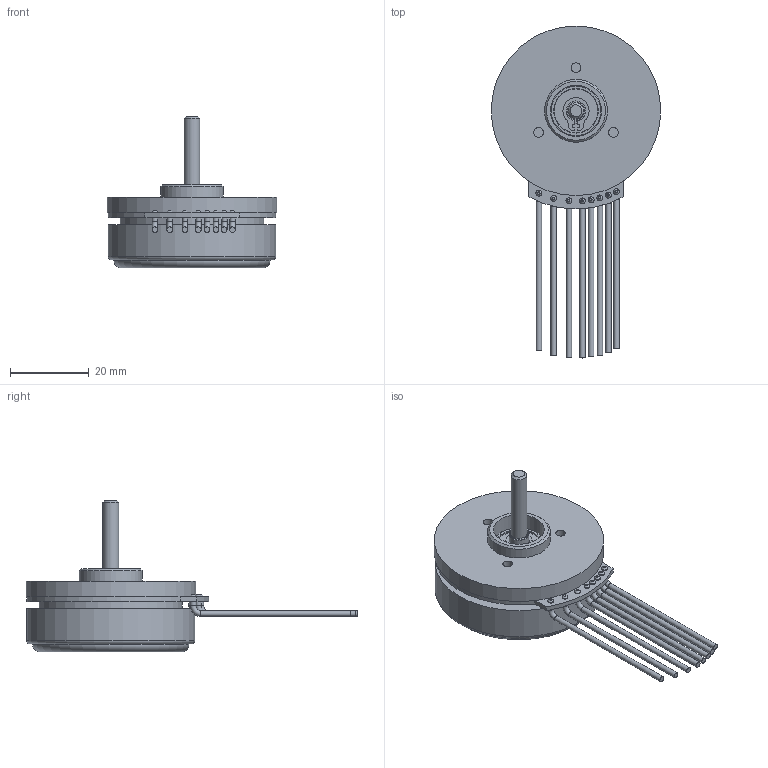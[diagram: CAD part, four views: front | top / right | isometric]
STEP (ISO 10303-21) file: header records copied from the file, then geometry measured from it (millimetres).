
FILE_DESCRIPTION((''),'2;1');
FILE_NAME('DF45S024050-A2.stp','2014-12-15T18:01:58',('du_j'),(''),'Autodesk Inventor 2010','Autodesk Inventor 2010','');
FILE_SCHEMA(('AUTOMOTIVE_DESIGN { 1 0 10303 214 1 1 1 1 }'));
Length unit declared in the file: millimetre
Products named in the file (14): DF45S024050-A2; Frontcap-DF45S; PCB; Glocke-DF45S; Welle-DF45S; Innenteil-DF45S; R-1350ZZ; _R-1350ZZ_ir; _R-1350ZZ_cage; _R-1350ZZ_ball; _R-1350ZZ_or; _R-1350ZZ_shield; Kabel; DIN 471 <= 9mm 5 x 0,6
Assembly tree (29 placements, depth 3):
  DF45S024050-A2
    Frontcap-DF45S
    PCB
    Glocke-DF45S
    Welle-DF45S
    Innenteil-DF45S
    R-1350ZZ  x2
      _R-1350ZZ_ir
      _R-1350ZZ_cage
      _R-1350ZZ_ball
      _R-1350ZZ_or
      _R-1350ZZ_shield
    Kabel  x8
    DIN 471 <= 9mm 5 x 0,6
Bounding box: 43.2 x 84.54 x 38.6 mm (x, y, z)
Volume: 18923.7 mm3; surface area: 20431.4 mm2
Topology: 40 solids, 40 shells, 259 faces, 526 edges, 341 vertices
Faces by surface type: cylinder 91, plane 82, torus 34, sphere 32, bspline 17, cone 3
Full cylindrical faces by diameter (mm): 1.4 x24, 1.5 x8, 4 x3, 5 x3, 6.66 x8, 7.4 x4, 8.5 x2, 9.5 x2, 10.68 x4, 11.14 x8, 13 x2, 16 x4, 21 x1, 23.3 x1, 36.5 x1, 37.16 x1, 39.8 x1, 42.8 x1, 43.2 x1
Entity records: 5083 total; most frequent: CARTESIAN_POINT 1565, DIRECTION 704, ORIENTED_EDGE 398, AXIS2_PLACEMENT_3D 337, EDGE_LOOP 311, EDGE_CURVE 199, VERTEX_POINT 182, FACE_OUTER_BOUND 157
